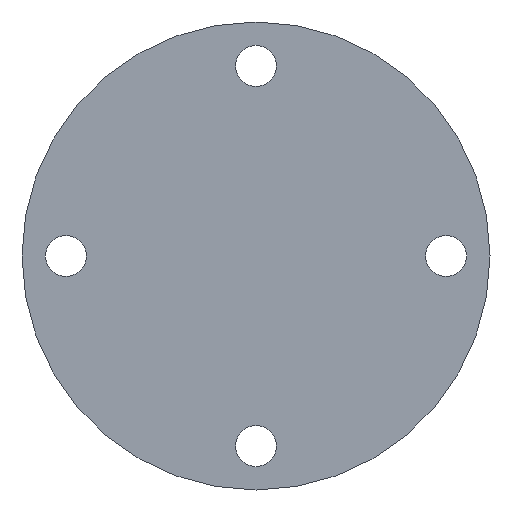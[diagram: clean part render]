
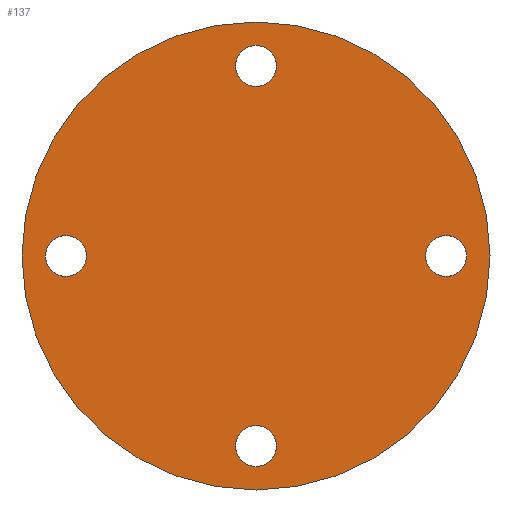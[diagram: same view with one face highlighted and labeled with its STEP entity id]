
A CAD part, front view. The second image highlights one B-rep face of the part: STEP entity #137.
In plain terms, the highlighted planar face has unit normal (0, -1, 0).
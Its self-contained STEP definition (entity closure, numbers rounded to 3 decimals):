
#3 = DIRECTION ( 'NONE',  ( 0., 1., 0. ) ) ;
#4 = CARTESIAN_POINT ( 'NONE',  ( 0., 0., 65. ) ) ;
#5 = FACE_BOUND ( 'NONE', #422, .T. ) ;
#9 = AXIS2_PLACEMENT_3D ( 'NONE', #67, #124, #204 ) ;
#13 = DIRECTION ( 'NONE',  ( 0., 0., -1. ) ) ;
#21 = CARTESIAN_POINT ( 'NONE',  ( 0., 0., 80. ) ) ;
#24 = DIRECTION ( 'NONE',  ( 1., 0., 0. ) ) ;
#27 = DIRECTION ( 'NONE',  ( 0., 1., 0. ) ) ;
#30 = EDGE_CURVE ( 'NONE', #259, #186, #448, .T. ) ;
#34 = CARTESIAN_POINT ( 'NONE',  ( 0., 0., -72. ) ) ;
#38 = CARTESIAN_POINT ( 'NONE',  ( 0., 0., 0. ) ) ;
#52 = VERTEX_POINT ( 'NONE', #327 ) ;
#67 = CARTESIAN_POINT ( 'NONE',  ( 0., 0., -65. ) ) ;
#77 = AXIS2_PLACEMENT_3D ( 'NONE', #387, #129, #300 ) ;
#85 = PLANE ( 'NONE',  #279 ) ;
#90 = DIRECTION ( 'NONE',  ( 0., 1., 0. ) ) ;
#91 = CARTESIAN_POINT ( 'NONE',  ( 0., 0., -65. ) ) ;
#98 = DIRECTION ( 'NONE',  ( 0., 0., 1. ) ) ;
#99 = ORIENTED_EDGE ( 'NONE', *, *, #228, .T. ) ;
#114 = FACE_BOUND ( 'NONE', #134, .T. ) ;
#117 = VERTEX_POINT ( 'NONE', #183 ) ;
#124 = DIRECTION ( 'NONE',  ( 0., 1., 0. ) ) ;
#129 = DIRECTION ( 'NONE',  ( 0., 1., 0. ) ) ;
#130 = AXIS2_PLACEMENT_3D ( 'NONE', #138, #276, #24 ) ;
#131 = ORIENTED_EDGE ( 'NONE', *, *, #208, .F. ) ;
#133 = CARTESIAN_POINT ( 'NONE',  ( -72., 0., 0. ) ) ;
#134 = EDGE_LOOP ( 'NONE', ( #232, #99 ) ) ;
#136 = CIRCLE ( 'NONE', #404, 7. ) ;
#137 = ADVANCED_FACE ( 'NONE', ( #399, #188, #5, #114, #256 ), #85, .F. ) ;
#138 = CARTESIAN_POINT ( 'NONE',  ( -65., 0., 0. ) ) ;
#142 = CIRCLE ( 'NONE', #466, 7. ) ;
#146 = CARTESIAN_POINT ( 'NONE',  ( 65., 0., 0. ) ) ;
#171 = DIRECTION ( 'NONE',  ( 1., 0., 0. ) ) ;
#180 = DIRECTION ( 'NONE',  ( 0., 1., 0. ) ) ;
#181 = AXIS2_PLACEMENT_3D ( 'NONE', #91, #385, #98 ) ;
#183 = CARTESIAN_POINT ( 'NONE',  ( 0., 0., 72. ) ) ;
#186 = VERTEX_POINT ( 'NONE', #34 ) ;
#188 = FACE_BOUND ( 'NONE', #388, .T. ) ;
#191 = EDGE_CURVE ( 'NONE', #346, #117, #246, .T. ) ;
#192 = EDGE_LOOP ( 'NONE', ( #131, #420 ) ) ;
#198 = EDGE_CURVE ( 'NONE', #352, #52, #142, .T. ) ;
#202 = AXIS2_PLACEMENT_3D ( 'NONE', #342, #90, #13 ) ;
#203 = CARTESIAN_POINT ( 'NONE',  ( 0., 0., -58. ) ) ;
#204 = DIRECTION ( 'NONE',  ( 0., 0., 1. ) ) ;
#207 = EDGE_LOOP ( 'NONE', ( #414, #386 ) ) ;
#208 = EDGE_CURVE ( 'NONE', #368, #319, #411, .T. ) ;
#210 = CIRCLE ( 'NONE', #130, 7. ) ;
#211 = ORIENTED_EDGE ( 'NONE', *, *, #191, .T. ) ;
#213 = EDGE_CURVE ( 'NONE', #117, #346, #471, .T. ) ;
#222 = DIRECTION ( 'NONE',  ( 0., 0., 1. ) ) ;
#228 = EDGE_CURVE ( 'NONE', #186, #259, #294, .T. ) ;
#231 = DIRECTION ( 'NONE',  ( 0., 1., 0. ) ) ;
#232 = ORIENTED_EDGE ( 'NONE', *, *, #30, .T. ) ;
#239 = CARTESIAN_POINT ( 'NONE',  ( -65., 0., 0. ) ) ;
#240 = AXIS2_PLACEMENT_3D ( 'NONE', #4, #180, #325 ) ;
#246 = CIRCLE ( 'NONE', #240, 7. ) ;
#256 = FACE_OUTER_BOUND ( 'NONE', #192, .T. ) ;
#259 = VERTEX_POINT ( 'NONE', #203 ) ;
#266 = VERTEX_POINT ( 'NONE', #413 ) ;
#267 = CARTESIAN_POINT ( 'NONE',  ( 0., 0., -80. ) ) ;
#276 = DIRECTION ( 'NONE',  ( 0., 1., 0. ) ) ;
#278 = EDGE_CURVE ( 'NONE', #319, #368, #449, .T. ) ;
#279 = AXIS2_PLACEMENT_3D ( 'NONE', #38, #433, #222 ) ;
#294 = CIRCLE ( 'NONE', #181, 7. ) ;
#300 = DIRECTION ( 'NONE',  ( 0., 0., 1. ) ) ;
#304 = CIRCLE ( 'NONE', #341, 7. ) ;
#306 = ORIENTED_EDGE ( 'NONE', *, *, #198, .T. ) ;
#313 = AXIS2_PLACEMENT_3D ( 'NONE', #436, #335, #445 ) ;
#317 = ORIENTED_EDGE ( 'NONE', *, *, #375, .T. ) ;
#319 = VERTEX_POINT ( 'NONE', #21 ) ;
#325 = DIRECTION ( 'NONE',  ( 0., 0., -1. ) ) ;
#327 = CARTESIAN_POINT ( 'NONE',  ( 58., 0., 0. ) ) ;
#335 = DIRECTION ( 'NONE',  ( 0., 1., 0. ) ) ;
#339 = CARTESIAN_POINT ( 'NONE',  ( 0., 0., 58. ) ) ;
#341 = AXIS2_PLACEMENT_3D ( 'NONE', #416, #231, #381 ) ;
#342 = CARTESIAN_POINT ( 'NONE',  ( 0., 0., 65. ) ) ;
#344 = ORIENTED_EDGE ( 'NONE', *, *, #213, .T. ) ;
#346 = VERTEX_POINT ( 'NONE', #339 ) ;
#352 = VERTEX_POINT ( 'NONE', #454 ) ;
#368 = VERTEX_POINT ( 'NONE', #267 ) ;
#375 = EDGE_CURVE ( 'NONE', #52, #352, #304, .T. ) ;
#381 = DIRECTION ( 'NONE',  ( -1., 0., 0. ) ) ;
#385 = DIRECTION ( 'NONE',  ( 0., 1., 0. ) ) ;
#386 = ORIENTED_EDGE ( 'NONE', *, *, #396, .T. ) ;
#387 = CARTESIAN_POINT ( 'NONE',  ( 0., 0., 0. ) ) ;
#388 = EDGE_LOOP ( 'NONE', ( #211, #344 ) ) ;
#396 = EDGE_CURVE ( 'NONE', #451, #266, #136, .T. ) ;
#399 = FACE_BOUND ( 'NONE', #207, .T. ) ;
#404 = AXIS2_PLACEMENT_3D ( 'NONE', #239, #27, #171 ) ;
#411 = CIRCLE ( 'NONE', #313, 80. ) ;
#413 = CARTESIAN_POINT ( 'NONE',  ( -58., 0., 0. ) ) ;
#414 = ORIENTED_EDGE ( 'NONE', *, *, #430, .T. ) ;
#416 = CARTESIAN_POINT ( 'NONE',  ( 65., 0., 0. ) ) ;
#420 = ORIENTED_EDGE ( 'NONE', *, *, #278, .F. ) ;
#422 = EDGE_LOOP ( 'NONE', ( #317, #306 ) ) ;
#430 = EDGE_CURVE ( 'NONE', #266, #451, #210, .T. ) ;
#433 = DIRECTION ( 'NONE',  ( 0., 1., 0. ) ) ;
#436 = CARTESIAN_POINT ( 'NONE',  ( 0., 0., 0. ) ) ;
#438 = DIRECTION ( 'NONE',  ( -1., 0., 0. ) ) ;
#445 = DIRECTION ( 'NONE',  ( 0., 0., 1. ) ) ;
#448 = CIRCLE ( 'NONE', #9, 7. ) ;
#449 = CIRCLE ( 'NONE', #77, 80. ) ;
#451 = VERTEX_POINT ( 'NONE', #133 ) ;
#454 = CARTESIAN_POINT ( 'NONE',  ( 72., 0., 0. ) ) ;
#466 = AXIS2_PLACEMENT_3D ( 'NONE', #146, #3, #438 ) ;
#471 = CIRCLE ( 'NONE', #202, 7. ) ;
